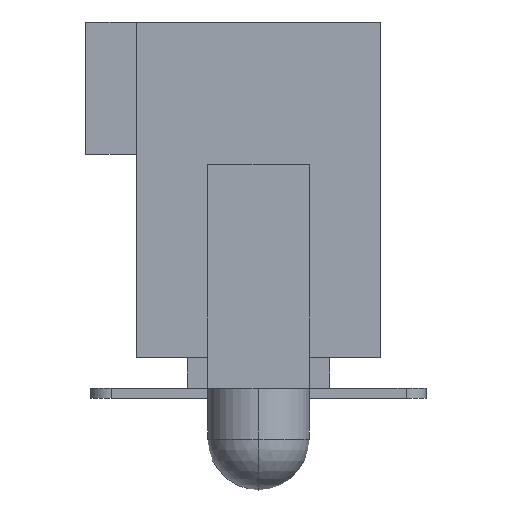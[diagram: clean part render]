
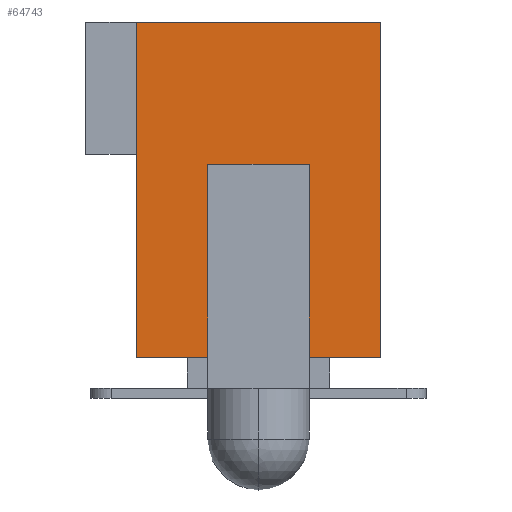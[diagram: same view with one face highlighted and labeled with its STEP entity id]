
A CAD part, left-side view. The second image highlights one B-rep face of the part: STEP entity #64743.
In plain terms, the highlighted planar face has unit normal (-1, 0, 0).
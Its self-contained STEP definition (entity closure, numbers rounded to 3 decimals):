
#64241=CARTESIAN_POINT('',(-19.24,-1.524,0.508));
#64242=VERTEX_POINT('',#64241);
#64243=CARTESIAN_POINT('',(-19.24,1.524,0.508));
#64244=VERTEX_POINT('',#64243);
#64245=CARTESIAN_POINT('',(-19.24,-1.524,0.508));
#64246=DIRECTION('',(0.0,1.0,0.0));
#64247=VECTOR('',#64246,3.048);
#64248=LINE('',#64245,#64247);
#64249=EDGE_CURVE('',#64242,#64244,#64248,.T.);
#64281=CARTESIAN_POINT('',(-19.24,1.524,4.699));
#64282=VERTEX_POINT('',#64281);
#64283=CARTESIAN_POINT('',(-19.24,-1.524,4.699));
#64284=VERTEX_POINT('',#64283);
#64285=CARTESIAN_POINT('',(-19.24,1.524,4.699));
#64286=DIRECTION('',(0.0,-1.0,0.0));
#64287=VECTOR('',#64286,3.048);
#64288=LINE('',#64285,#64287);
#64289=EDGE_CURVE('',#64282,#64284,#64288,.T.);
#64688=CARTESIAN_POINT('',(-19.24,-1.524,0.508));
#64689=DIRECTION('',(0.0,0.0,1.0));
#64690=VECTOR('',#64689,4.191);
#64691=LINE('',#64688,#64690);
#64692=EDGE_CURVE('',#64242,#64284,#64691,.T.);
#64720=CARTESIAN_POINT('',(-19.24,1.524,0.508));
#64721=DIRECTION('',(0.0,0.0,1.0));
#64722=VECTOR('',#64721,4.191);
#64723=LINE('',#64720,#64722);
#64724=EDGE_CURVE('',#64244,#64282,#64723,.T.);
#64732=CARTESIAN_POINT('',(-19.24,0.,2.604));
#64733=DIRECTION('',(1.0,0.0,0.0));
#64734=DIRECTION('',(0.0,0.0,-1.0));
#64735=AXIS2_PLACEMENT_3D('',#64732,#64733,#64734);
#64736=PLANE('',#64735);
#64737=ORIENTED_EDGE('',*,*,#64692,.T.);
#64738=ORIENTED_EDGE('',*,*,#64289,.F.);
#64739=ORIENTED_EDGE('',*,*,#64724,.F.);
#64740=ORIENTED_EDGE('',*,*,#64249,.F.);
#64741=EDGE_LOOP('',(#64737,#64738,#64739,#64740));
#64742=FACE_OUTER_BOUND('',#64741,.T.);
#64743=ADVANCED_FACE('',(#64742),#64736,.F.);
